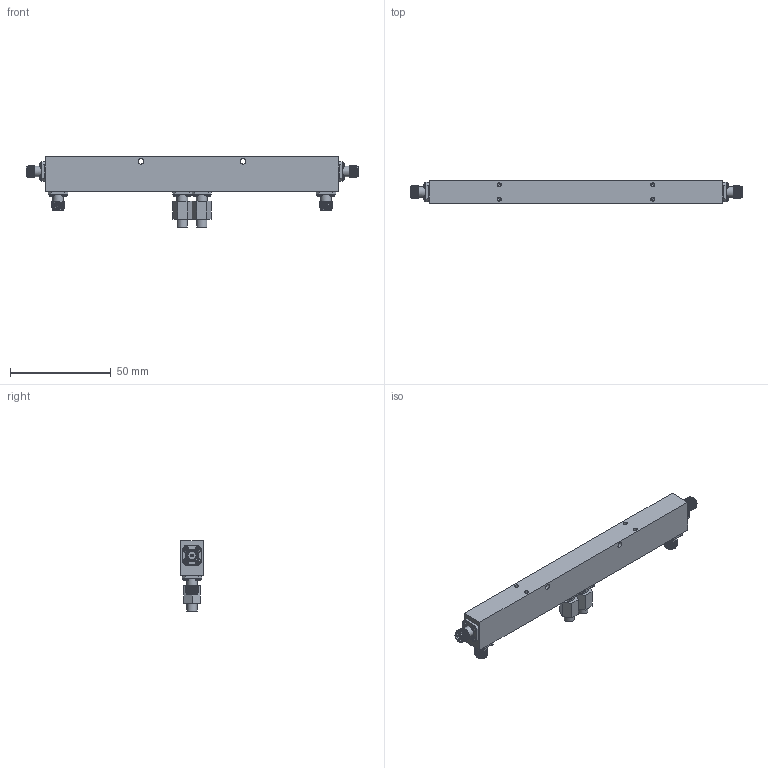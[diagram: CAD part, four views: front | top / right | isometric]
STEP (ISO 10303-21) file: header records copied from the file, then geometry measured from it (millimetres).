
FILE_DESCRIPTION (( 'STEP AP214' ), '1' );
FILE_NAME ('PDC-1G40G-292FF-50W.STEP', '2025-12-17T21:22:53', ( '' ), ( '' ), 'SwSTEP 2.0', 'SolidWorks 2025', '' );
FILE_SCHEMA (( 'AUTOMOTIVE_DESIGN' ));
Length unit declared in the file: inch
Products named in the file (1): PDC-1G40G-292FF-50W
Bounding box: 164.9 x 11 x 34.83 mm (x, y, z)
Volume: 30092.6 mm3; surface area: 17453 mm2
Topology: 32 solids, 32 shells, 1539 faces, 4686 edges, 3414 vertices
Faces by surface type: plane 709, cylinder 510, torus 156, cone 132, sphere 24, bspline 8
Full cylindrical faces by diameter (mm): 0.381 x4, 0.635 x4, 1.016 x4, 1.27 x4, 1.524 x24, 1.6 x4, 1.651 x24, 2 x4, 2.8 x2, 2.946 x24, 3.302 x4, 4.191 x8, 4.597 x4, 5.08 x2, 5.283 x10
Entity records: 79156 total; most frequent: CARTESIAN_POINT 19593, ORIENTED_EDGE 8700, DIRECTION 7080, EDGE_CURVE 4350, VERTEX_POINT 3396, AXIS2_PLACEMENT_3D 2560, EDGE_LOOP 2112, VECTOR 1960
